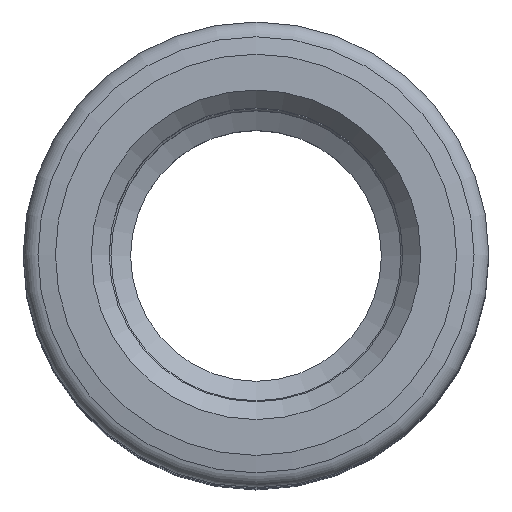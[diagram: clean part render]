
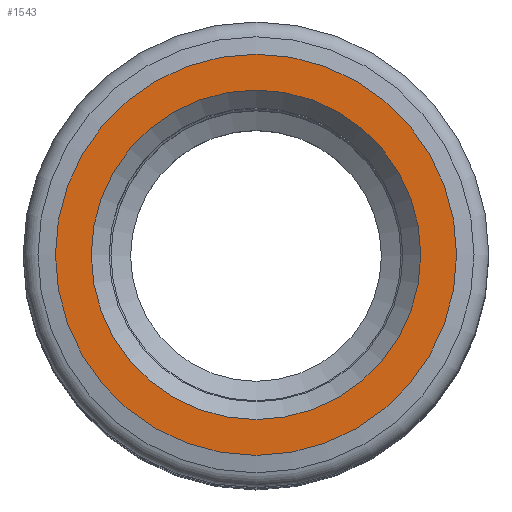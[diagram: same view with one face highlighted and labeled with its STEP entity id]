
A CAD part, top view. The second image highlights one B-rep face of the part: STEP entity #1543.
In plain terms, the highlighted face is planar.
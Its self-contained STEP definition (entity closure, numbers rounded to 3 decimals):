
#558=PLANE('',#1439);
#618=ORIENTED_EDGE('',*,*,#802,.T.);
#619=ORIENTED_EDGE('',*,*,#801,.F.);
#701=CIRCLE('',#1438,4.6);
#702=CIRCLE('',#1440,5.6);
#751=VERTEX_POINT('',#1299);
#752=VERTEX_POINT('',#1302);
#801=EDGE_CURVE('',#751,#751,#701,.T.);
#802=EDGE_CURVE('',#752,#752,#702,.T.);
#868=EDGE_LOOP('',(#618));
#869=EDGE_LOOP('',(#619));
#968=FACE_BOUND('',#868,.T.);
#969=FACE_BOUND('',#869,.T.);
#1106=DIRECTION('',(0.,1.,0.));
#1107=DIRECTION('',(4.6,0.,0.));
#1108=DIRECTION('',(0.,1.,0.));
#1109=DIRECTION('',(1.,0.,0.));
#1110=DIRECTION('',(0.,1.,0.));
#1111=DIRECTION('',(5.6,0.,0.));
#1299=CARTESIAN_POINT('',(127.673,33.752,0.));
#1300=CARTESIAN_POINT('',(123.073,33.752,0.));
#1301=CARTESIAN_POINT('',(128.673,33.752,0.));
#1302=CARTESIAN_POINT('',(128.673,33.752,0.));
#1303=CARTESIAN_POINT('',(123.073,33.752,0.));
#1438=AXIS2_PLACEMENT_3D('',#1300,#1106,#1107);
#1439=AXIS2_PLACEMENT_3D('',#1301,#1108,#1109);
#1440=AXIS2_PLACEMENT_3D('',#1303,#1110,#1111);
#1543=ADVANCED_FACE('',(#968,#969),#558,.T.);
